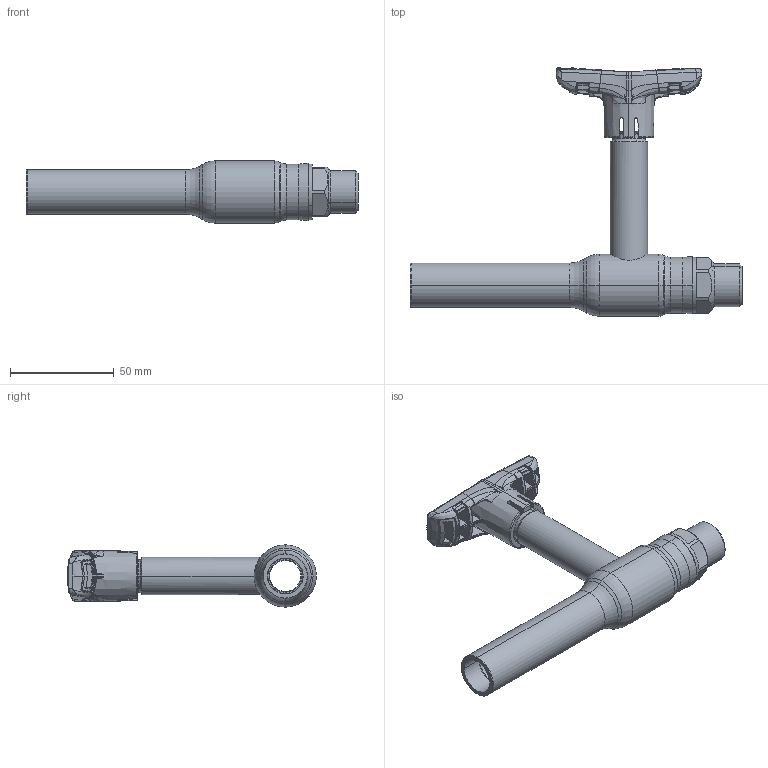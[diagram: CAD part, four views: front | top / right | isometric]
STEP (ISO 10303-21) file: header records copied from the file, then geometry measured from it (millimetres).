
FILE_DESCRIPTION (( 'STEP AP214' ), '1' );
FILE_NAME ('1015003701-2401.step', '2023-09-15T09:56:20', ( '' ), ( '' ), 'SwSTEP 2.0', 'SolidWorks 2021', '' );
FILE_SCHEMA (( 'AUTOMOTIVE_DESIGN' ));
Length unit declared in the file: millimetre
Products named in the file (1): 1015003701-2401
Bounding box: 160 x 119.86 x 30 mm (x, y, z)
Surface area: 30217.3 mm2 (no closed solid volume)
Topology: 0 solids, 5 shells, 645 faces, 1946 edges, 1221 vertices
Faces by surface type: bspline 510, plane 61, cylinder 28, cone 27, torus 19
Entity records: 50889 total; most frequent: CARTESIAN_POINT 31067, ORIENTED_EDGE 3311, EDGE_CURVE 1944, B_SPLINE_CURVE_WITH_KNOTS 1352, DIRECTION 1284, VERTEX_POINT 1221, EDGE_LOOP 653, UNCERTAINTY_MEASURE_WITH_UNIT 647
